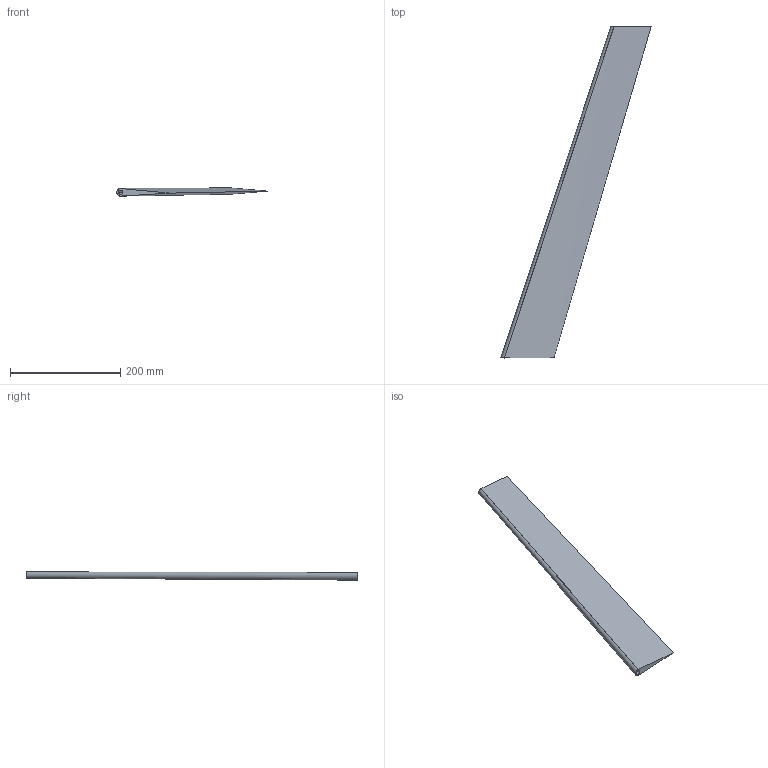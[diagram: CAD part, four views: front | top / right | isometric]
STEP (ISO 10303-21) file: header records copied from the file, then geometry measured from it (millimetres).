
FILE_DESCRIPTION (( 'STEP AP214' ), '1' );
FILE_NAME ('lotka-prawa-wycieta.STEP', '2025-04-09T09:41:57', ( '' ), ( '' ), 'SwSTEP 2.0', 'SolidWorks 2023', '' );
FILE_SCHEMA (( 'AUTOMOTIVE_DESIGN' ));
Length unit declared in the file: metre
Products named in the file (1): lotka-prawa-wycieta
Bounding box: 272.72 x 601.99 x 14.93 mm (x, y, z)
Volume: 316937.6 mm3; surface area: 120721.2 mm2
Topology: 1 solids, 1 shells, 9 faces, 21 edges, 14 vertices
Faces by surface type: bspline 7, plane 2
Entity records: 991 total; most frequent: CARTESIAN_POINT 807, ORIENTED_EDGE 42, EDGE_CURVE 21, B_SPLINE_CURVE_WITH_KNOTS 16, VERTEX_POINT 14, DIRECTION 11, EDGE_LOOP 11, FACE_OUTER_BOUND 9
